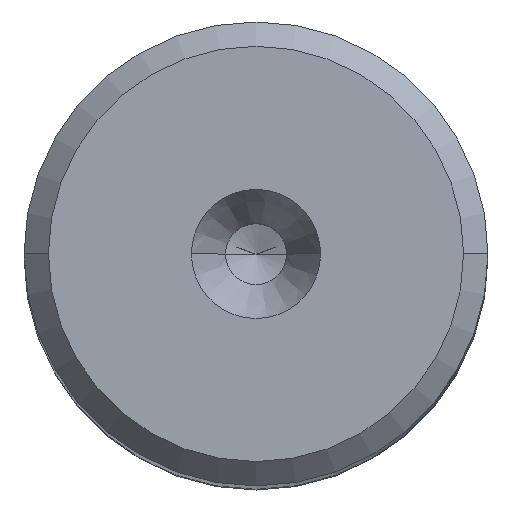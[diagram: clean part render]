
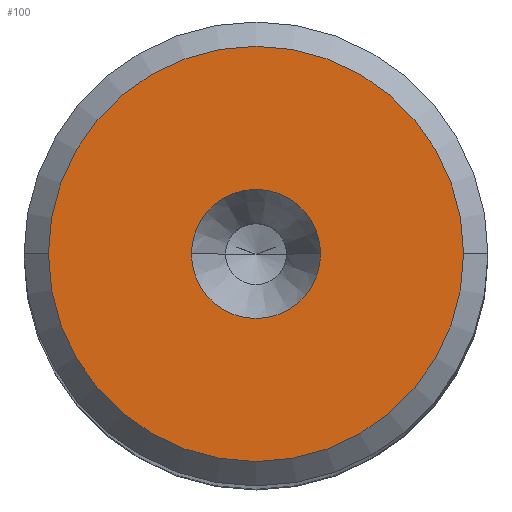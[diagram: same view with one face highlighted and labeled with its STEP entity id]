
A CAD part, top view. The second image highlights one B-rep face of the part: STEP entity #100.
In plain terms, the highlighted planar face has unit normal (0, 0, 1).
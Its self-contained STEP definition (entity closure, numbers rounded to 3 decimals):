
#73=PLANE('',#495);
#75=FACE_BOUND('',#154,.T.);
#76=FACE_BOUND('',#155,.T.);
#100=ADVANCED_FACE('',(#75,#76),#73,.T.);
#154=EDGE_LOOP('',(#189,#190,#191,#192));
#155=EDGE_LOOP('',(#193,#194));
#189=ORIENTED_EDGE('',*,*,#330,.F.);
#190=ORIENTED_EDGE('',*,*,#331,.F.);
#191=ORIENTED_EDGE('',*,*,#332,.F.);
#192=ORIENTED_EDGE('',*,*,#333,.F.);
#193=ORIENTED_EDGE('',*,*,#334,.F.);
#194=ORIENTED_EDGE('',*,*,#335,.F.);
#293=VERTEX_POINT('',#846);
#294=VERTEX_POINT('',#847);
#295=VERTEX_POINT('',#849);
#296=VERTEX_POINT('',#851);
#297=VERTEX_POINT('',#854);
#298=VERTEX_POINT('',#855);
#330=EDGE_CURVE('',#293,#294,#386,.T.);
#331=EDGE_CURVE('',#295,#293,#387,.T.);
#332=EDGE_CURVE('',#296,#295,#388,.T.);
#333=EDGE_CURVE('',#294,#296,#389,.T.);
#334=EDGE_CURVE('',#297,#298,#390,.T.);
#335=EDGE_CURVE('',#298,#297,#391,.T.);
#386=CIRCLE('',#489,8.525);
#387=CIRCLE('',#490,8.525);
#388=CIRCLE('',#491,8.525);
#389=CIRCLE('',#492,8.525);
#390=CIRCLE('',#493,2.65);
#391=CIRCLE('',#494,2.65);
#489=AXIS2_PLACEMENT_3D('',#845,#581,#582);
#490=AXIS2_PLACEMENT_3D('',#848,#583,#584);
#491=AXIS2_PLACEMENT_3D('',#850,#585,#586);
#492=AXIS2_PLACEMENT_3D('',#852,#587,#588);
#493=AXIS2_PLACEMENT_3D('',#853,#589,#590);
#494=AXIS2_PLACEMENT_3D('',#856,#591,#592);
#495=AXIS2_PLACEMENT_3D('',#857,#593,#594);
#581=DIRECTION('',(0.,0.,-1.));
#582=DIRECTION('',(0.,1.,0.));
#583=DIRECTION('',(0.,0.,-1.));
#584=DIRECTION('',(-1.,0.,0.));
#585=DIRECTION('',(0.,0.,-1.));
#586=DIRECTION('',(0.,-1.,0.));
#587=DIRECTION('',(0.,0.,-1.));
#588=DIRECTION('',(1.,0.,0.));
#589=DIRECTION('',(0.,0.,1.));
#590=DIRECTION('',(-1.,0.,0.));
#591=DIRECTION('',(0.,0.,1.));
#592=DIRECTION('',(1.,0.,0.));
#593=DIRECTION('',(0.,0.,1.));
#594=DIRECTION('',(1.,0.,0.));
#845=CARTESIAN_POINT('',(0.,0.,0.));
#846=CARTESIAN_POINT('',(0.,8.525,0.));
#847=CARTESIAN_POINT('',(8.525,0.,0.));
#848=CARTESIAN_POINT('',(0.,0.,0.));
#849=CARTESIAN_POINT('',(-8.525,0.,0.));
#850=CARTESIAN_POINT('',(0.,0.,0.));
#851=CARTESIAN_POINT('',(0.,-8.525,0.));
#852=CARTESIAN_POINT('',(0.,0.,0.));
#853=CARTESIAN_POINT('',(0.,0.,0.));
#854=CARTESIAN_POINT('',(-2.65,0.,0.));
#855=CARTESIAN_POINT('',(2.65,0.,0.));
#856=CARTESIAN_POINT('',(0.,0.,0.));
#857=CARTESIAN_POINT('',(0.,0.,0.));
